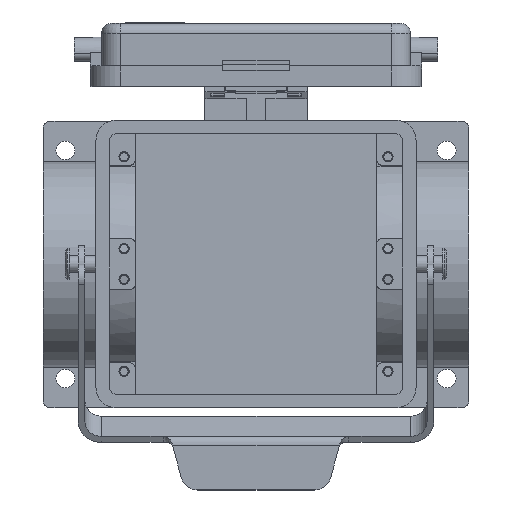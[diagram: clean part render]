
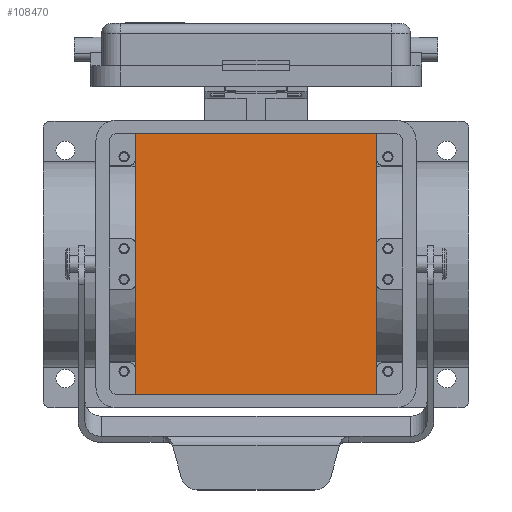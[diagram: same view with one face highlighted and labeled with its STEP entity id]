
A CAD part, top view. The second image highlights one B-rep face of the part: STEP entity #108470.
In plain terms, the highlighted planar face has unit normal (0, 0, 1).
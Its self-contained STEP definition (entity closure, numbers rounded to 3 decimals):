
#97160=CARTESIAN_POINT('',(-35.5,-39.,-51.));
#97170=DIRECTION('',(1.,0.,0.));
#97180=VECTOR('',#97170,71.);
#97190=LINE('',#97160,#97180);
#97200=CARTESIAN_POINT('',(-35.5,-39.,-51.));
#97210=VERTEX_POINT('',#97200);
#97220=CARTESIAN_POINT('',(35.5,-39.,-51.));
#97230=VERTEX_POINT('',#97220);
#97240=EDGE_CURVE('',#97210,#97230,#97190,.T.);
#97970=CARTESIAN_POINT('',(35.5,39.,-51.));
#97980=DIRECTION('',(-1.,0.,0.));
#97990=VECTOR('',#97980,71.);
#98000=LINE('',#97970,#97990);
#98010=CARTESIAN_POINT('',(35.5,39.,-51.));
#98020=VERTEX_POINT('',#98010);
#98030=CARTESIAN_POINT('',(-35.5,39.,-51.));
#98040=VERTEX_POINT('',#98030);
#98050=EDGE_CURVE('',#98020,#98040,#98000,.T.);
#100620=CARTESIAN_POINT('',(35.5,-39.,-51.));
#100630=DIRECTION('',(0.,1.,0.));
#100640=VECTOR('',#100630,78.);
#100650=LINE('',#100620,#100640);
#100660=EDGE_CURVE('',#97230,#98020,#100650,.T.);
#108310=CARTESIAN_POINT('',(0.,0.,-51.));
#108320=DIRECTION('',(0.,0.,1.));
#108330=DIRECTION('',(1.,0.,0.));
#108340=AXIS2_PLACEMENT_3D('',#108310,#108320,#108330);
#108350=PLANE('',#108340);
#108360=ORIENTED_EDGE('',*,*,#98050,.T.);
#108370=ORIENTED_EDGE('',*,*,#100660,.T.);
#108380=ORIENTED_EDGE('',*,*,#97240,.T.);
#108390=CARTESIAN_POINT('',(-35.5,39.,-51.));
#108400=DIRECTION('',(0.,-1.,0.));
#108410=VECTOR('',#108400,78.);
#108420=LINE('',#108390,#108410);
#108430=EDGE_CURVE('',#98040,#97210,#108420,.T.);
#108440=ORIENTED_EDGE('',*,*,#108430,.T.);
#108450=EDGE_LOOP('',(#108440,#108380,#108370,#108360));
#108460=FACE_OUTER_BOUND('',#108450,.T.);
#108470=ADVANCED_FACE('',(#108460),#108350,.T.);
